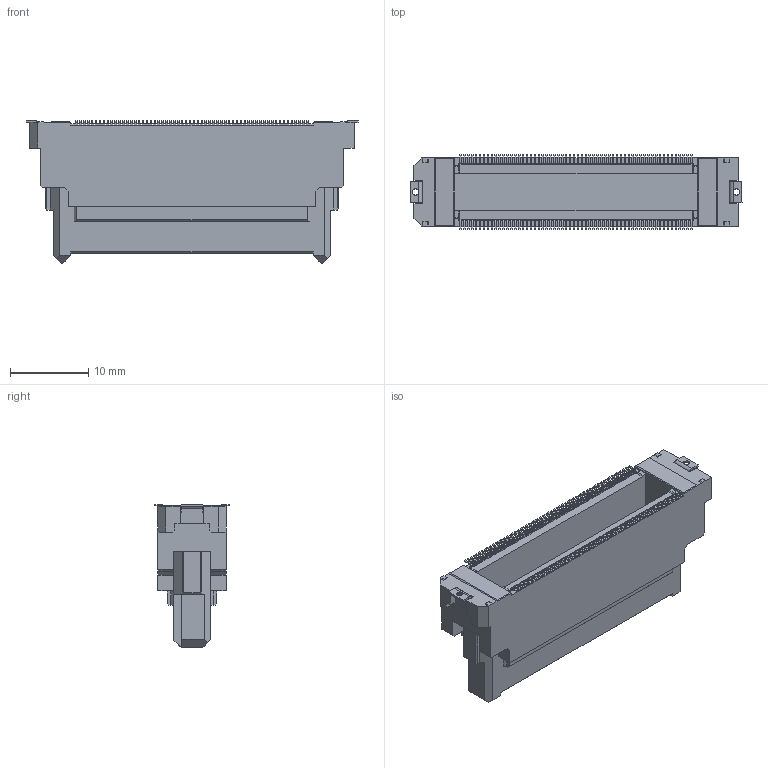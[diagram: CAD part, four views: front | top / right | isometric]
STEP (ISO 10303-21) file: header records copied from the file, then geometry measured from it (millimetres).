
FILE_DESCRIPTION(('CoCreate Modeling STEP Export'),'2;1');
FILE_NAME('FX20-120P-0.5SV20.stp','2012-07-19T18:08:25',(''),(''),'CoCreate Modeling STEP processor for AP214 (Solid Model)','CoCreate Modeling 17.0 01-Apr-2010 (C) Parametric Technology GmbH','');
FILE_SCHEMA(('AUTOMOTIVE_DESIGN { 1 0 10303 214 1 1 1 1 }'));
Length unit declared in the file: millimetre
Products named in the file (1): FX20-120P-0.5SV20
Bounding box: 42.4 x 9.5 x 18.2 mm (x, y, z)
Volume: 2678 mm3; surface area: 3375.7 mm2
Topology: 1 solids, 1 shells, 1755 faces, 4875 edges, 3242 vertices
Faces by surface type: plane 1505, cylinder 250
Entity records: 55397 total; most frequent: CARTESIAN_POINT 9867, ORIENTED_EDGE 9750, DIRECTION 8875, EDGE_CURVE 4875, VECTOR 4375, LINE 4375, VERTEX_POINT 3242, AXIS2_PLACEMENT_3D 2250
